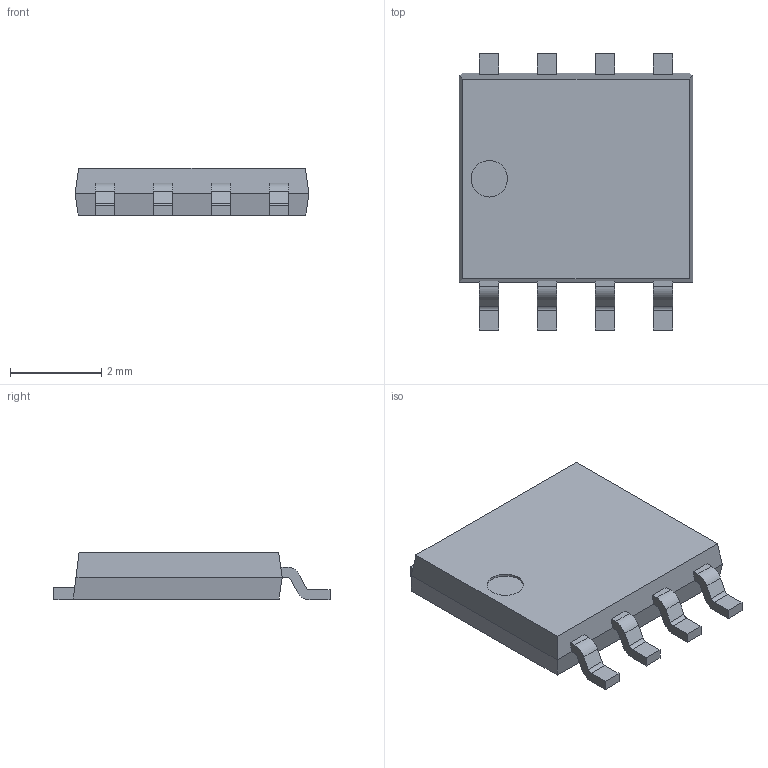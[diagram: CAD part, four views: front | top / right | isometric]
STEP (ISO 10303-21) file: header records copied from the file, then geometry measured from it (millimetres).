
FILE_DESCRIPTION (( 'STEP AP214' ), '1' );
FILE_NAME ('User Library-LFPAK56D-8__SOT1205-8__Body5.125x4.575__H1.05__Pitch1.27.STEP', '2022-03-05T19:56:13', ( '' ), ( '' ), 'SwSTEP 2.0', 'SolidWorks 2021', '' );
FILE_SCHEMA (( 'AUTOMOTIVE_DESIGN' ));
Length unit declared in the file: millimetre
Products named in the file (1): User Library-LFPAK56D-8__SOT1205-8__Body5.125x4.575__H1.05__Pitch1.27
Bounding box: 5.12 x 6.05 x 1.05 mm (x, y, z)
Volume: 24.2 mm3; surface area: 110 mm2
Topology: 7 solids, 7 shells, 128 faces, 337 edges, 224 vertices
Faces by surface type: plane 94, cylinder 34
Entity records: 4021 total; most frequent: CARTESIAN_POINT 690, ORIENTED_EDGE 674, DIRECTION 663, EDGE_CURVE 337, LINE 269, VECTOR 269, VERTEX_POINT 224, AXIS2_PLACEMENT_3D 197
